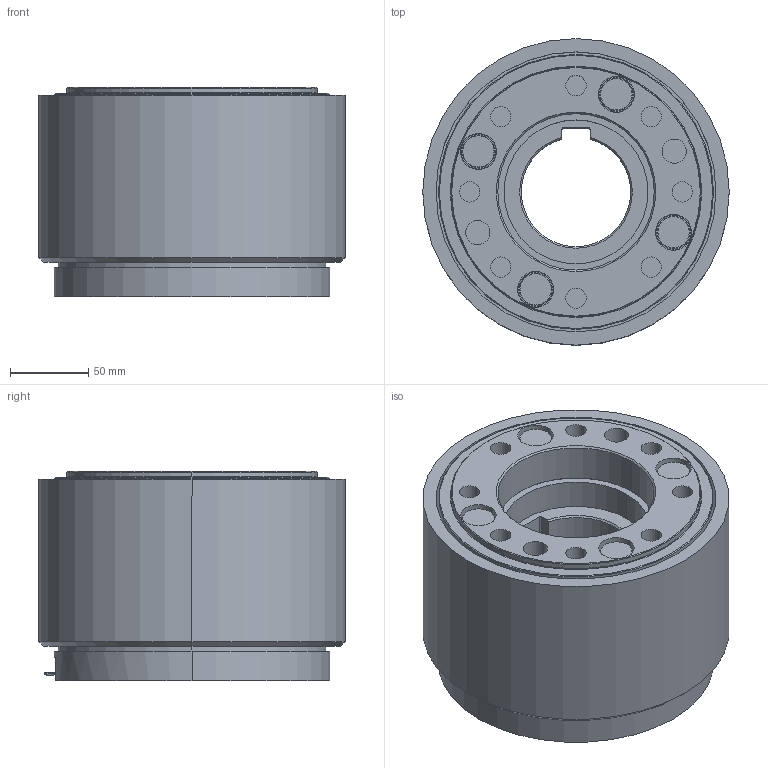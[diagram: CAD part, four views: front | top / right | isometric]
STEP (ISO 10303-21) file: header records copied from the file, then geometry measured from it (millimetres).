
FILE_DESCRIPTION (( 'STEP AP203' ), '1' );
FILE_NAME ('MZ 160_23575900.STEP', '2016-06-28T04:53:31', ( ' ' ), ( '' ), 'SwSTEP 2.0', 'SolidWorks 2009', '' );
FILE_SCHEMA (( 'CONFIG_CONTROL_DESIGN' ));
Length unit declared in the file: millimetre
Products named in the file (1): MZ 160_23575900
Bounding box: 196 x 196 x 134 mm (x, y, z)
Volume: 3109692.2 mm3; surface area: 231647.2 mm2
Topology: 1 solids, 1 shells, 169 faces, 352 edges, 228 vertices
Faces by surface type: cylinder 92, plane 51, cone 20, bspline 4, torus 2
Entity records: 4957 total; most frequent: CARTESIAN_POINT 1080, DIRECTION 890, ORIENTED_EDGE 704, AXIS2_PLACEMENT_3D 382, EDGE_CURVE 352, VERTEX_POINT 228, CIRCLE 216, EDGE_LOOP 214
